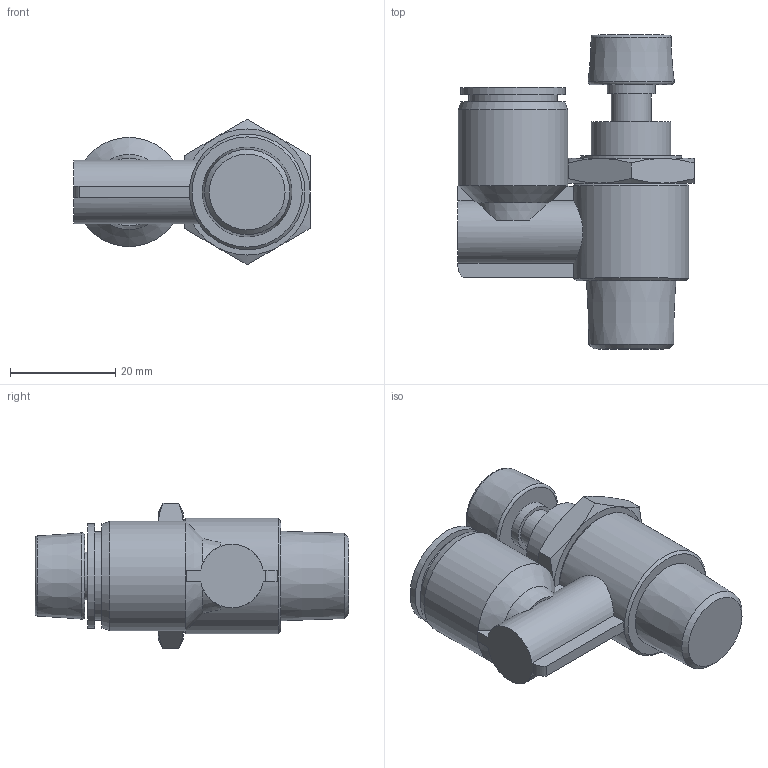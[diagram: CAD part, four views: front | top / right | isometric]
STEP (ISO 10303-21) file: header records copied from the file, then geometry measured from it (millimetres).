
FILE_DESCRIPTION(/* description */ ('STEP AP214'),/* implementation_level */ '2;1');
FILE_NAME(/* name */ '153520_LRL-3_8-QS-12',/* time_stamp */ '2024-09-04T23:16:47+02:00',/* author */ ('License CC BY-ND 4.0'),/* organization */ ('CADENAS'),/* preprocessor_version */ 'ST-DEVELOPER v19.3',/* originating_system */ 'PARTsolutions',/* authorisation */ ' ');
FILE_SCHEMA (('AUTOMOTIVE_DESIGN {1 0 10303 214 3 1 1}'));
Length unit declared in the file: millimetre
Products named in the file (1): 153520 LRL-3/8-QS-12---(0)
Bounding box: 45 x 59.78 x 27.71 mm (x, y, z)
Volume: 22994 mm3; surface area: 8334.4 mm2
Topology: 1 solids, 1 shells, 68 faces, 158 edges, 99 vertices
Faces by surface type: plane 33, cone 21, cylinder 12, torus 2
Full cylindrical faces by diameter (mm): 7.568 x1, 9.103 x1, 12 x1, 15.172 x1, 16.8 x1, 19.2 x1, 19.824 x1, 20.8 x1, 22 x1
Entity records: 1917 total; most frequent: CARTESIAN_POINT 450, DIRECTION 289, ORIENTED_EDGE 276, EDGE_CURVE 138, AXIS2_PLACEMENT_3D 124, VERTEX_POINT 97, EDGE_LOOP 97, FACE_BOUND 97
